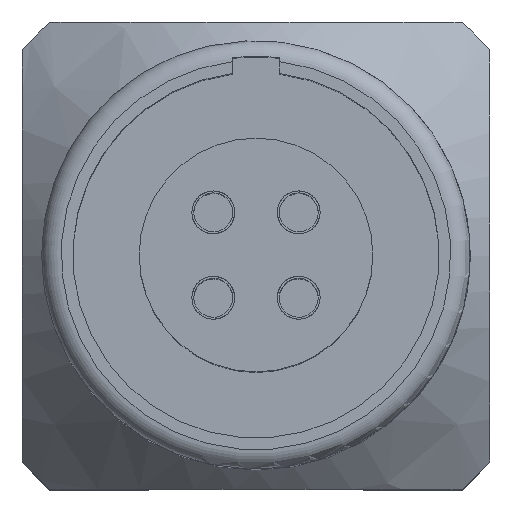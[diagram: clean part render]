
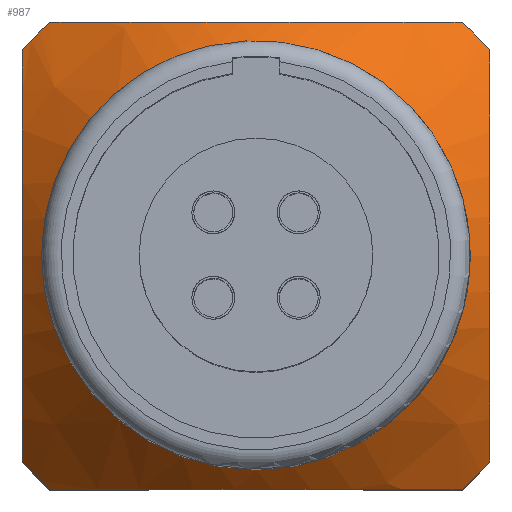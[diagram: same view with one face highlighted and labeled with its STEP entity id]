
A CAD part, top view. The second image highlights one B-rep face of the part: STEP entity #987.
In plain terms, the highlighted conical face has half-angle 45 degrees and reference radius 1 mm.
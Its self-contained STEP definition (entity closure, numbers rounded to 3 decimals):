
#41=(
BOUNDED_CURVE()
B_SPLINE_CURVE(2,(#1560,#1561,#1562),.UNSPECIFIED.,.F.,.F.)
B_SPLINE_CURVE_WITH_KNOTS((3,3),(0.566,1.131),
 .UNSPECIFIED.)
CURVE()
GEOMETRIC_REPRESENTATION_ITEM()
RATIONAL_B_SPLINE_CURVE((1.167,1.167,1.))
REPRESENTATION_ITEM('')
);
#42=(
BOUNDED_CURVE()
B_SPLINE_CURVE(2,(#1566,#1567,#1568),.UNSPECIFIED.,.F.,.F.)
B_SPLINE_CURVE_WITH_KNOTS((3,3),(0.,1.131),.UNSPECIFIED.)
CURVE()
GEOMETRIC_REPRESENTATION_ITEM()
RATIONAL_B_SPLINE_CURVE((1.,1.333,1.))
REPRESENTATION_ITEM('')
);
#43=(
BOUNDED_CURVE()
B_SPLINE_CURVE(2,(#1572,#1573,#1574),.UNSPECIFIED.,.F.,.F.)
B_SPLINE_CURVE_WITH_KNOTS((3,3),(0.,0.566),.UNSPECIFIED.)
CURVE()
GEOMETRIC_REPRESENTATION_ITEM()
RATIONAL_B_SPLINE_CURVE((1.,1.167,1.167))
REPRESENTATION_ITEM('')
);
#44=(
BOUNDED_CURVE()
B_SPLINE_CURVE(2,(#1576,#1577,#1578),.UNSPECIFIED.,.F.,.F.)
B_SPLINE_CURVE_WITH_KNOTS((3,3),(0.566,1.131),
 .UNSPECIFIED.)
CURVE()
GEOMETRIC_REPRESENTATION_ITEM()
RATIONAL_B_SPLINE_CURVE((1.167,1.167,1.))
REPRESENTATION_ITEM('')
);
#45=(
BOUNDED_CURVE()
B_SPLINE_CURVE(2,(#1582,#1583,#1584),.UNSPECIFIED.,.F.,.F.)
B_SPLINE_CURVE_WITH_KNOTS((3,3),(0.,1.131),.UNSPECIFIED.)
CURVE()
GEOMETRIC_REPRESENTATION_ITEM()
RATIONAL_B_SPLINE_CURVE((1.,1.333,1.))
REPRESENTATION_ITEM('')
);
#46=(
BOUNDED_CURVE()
B_SPLINE_CURVE(2,(#1587,#1588,#1589),.UNSPECIFIED.,.F.,.F.)
B_SPLINE_CURVE_WITH_KNOTS((3,3),(0.,0.566),.UNSPECIFIED.)
CURVE()
GEOMETRIC_REPRESENTATION_ITEM()
RATIONAL_B_SPLINE_CURVE((1.,1.167,1.167))
REPRESENTATION_ITEM('')
);
#47=CONICAL_SURFACE('',#1077,1.,0.785);
#49=FACE_BOUND('',#260,.T.);
#99=CIRCLE('',#1078,8.);
#100=CIRCLE('',#1079,8.);
#101=CIRCLE('',#1080,8.);
#102=CIRCLE('',#1081,8.);
#103=CIRCLE('',#1082,5.5);
#185=FACE_OUTER_BOUND('',#259,.T.);
#259=EDGE_LOOP('',(#730,#731,#732,#733,#734,#735,#736,#737,#738,#739));
#260=EDGE_LOOP('',(#740));
#493=VERTEX_POINT('',#1558);
#494=VERTEX_POINT('',#1559);
#495=VERTEX_POINT('',#1563);
#496=VERTEX_POINT('',#1565);
#497=VERTEX_POINT('',#1569);
#498=VERTEX_POINT('',#1571);
#499=VERTEX_POINT('',#1575);
#500=VERTEX_POINT('',#1579);
#501=VERTEX_POINT('',#1581);
#502=VERTEX_POINT('',#1585);
#503=VERTEX_POINT('',#1590);
#594=EDGE_CURVE('',#493,#494,#41,.T.);
#595=EDGE_CURVE('',#494,#495,#99,.T.);
#596=EDGE_CURVE('',#495,#496,#42,.T.);
#597=EDGE_CURVE('',#496,#497,#100,.T.);
#598=EDGE_CURVE('',#497,#498,#43,.T.);
#599=EDGE_CURVE('',#498,#499,#44,.T.);
#600=EDGE_CURVE('',#499,#500,#101,.T.);
#601=EDGE_CURVE('',#500,#501,#45,.T.);
#602=EDGE_CURVE('',#501,#502,#102,.T.);
#603=EDGE_CURVE('',#502,#493,#46,.T.);
#604=EDGE_CURVE('',#503,#503,#103,.T.);
#730=ORIENTED_EDGE('',*,*,#594,.T.);
#731=ORIENTED_EDGE('',*,*,#595,.T.);
#732=ORIENTED_EDGE('',*,*,#596,.T.);
#733=ORIENTED_EDGE('',*,*,#597,.T.);
#734=ORIENTED_EDGE('',*,*,#598,.T.);
#735=ORIENTED_EDGE('',*,*,#599,.T.);
#736=ORIENTED_EDGE('',*,*,#600,.T.);
#737=ORIENTED_EDGE('',*,*,#601,.T.);
#738=ORIENTED_EDGE('',*,*,#602,.T.);
#739=ORIENTED_EDGE('',*,*,#603,.T.);
#740=ORIENTED_EDGE('',*,*,#604,.F.);
#987=ADVANCED_FACE('',(#185,#49),#47,.T.);
#1077=AXIS2_PLACEMENT_3D('',#1557,#1230,#1231);
#1078=AXIS2_PLACEMENT_3D('',#1564,#1232,#1233);
#1079=AXIS2_PLACEMENT_3D('',#1570,#1234,#1235);
#1080=AXIS2_PLACEMENT_3D('',#1580,#1236,#1237);
#1081=AXIS2_PLACEMENT_3D('',#1586,#1238,#1239);
#1082=AXIS2_PLACEMENT_3D('',#1591,#1240,#1241);
#1230=DIRECTION('center_axis',(0.,0.,-1.));
#1231=DIRECTION('ref_axis',(1.,0.,0.));
#1232=DIRECTION('center_axis',(0.,0.,1.));
#1233=DIRECTION('ref_axis',(1.,0.,0.));
#1234=DIRECTION('center_axis',(0.,0.,1.));
#1235=DIRECTION('ref_axis',(1.,0.,0.));
#1236=DIRECTION('center_axis',(0.,0.,1.));
#1237=DIRECTION('ref_axis',(1.,0.,0.));
#1238=DIRECTION('center_axis',(0.,0.,1.));
#1239=DIRECTION('ref_axis',(1.,0.,0.));
#1240=DIRECTION('center_axis',(0.,0.,1.));
#1241=DIRECTION('ref_axis',(1.,0.,0.));
#1557=CARTESIAN_POINT('Origin',(0.,0.,12.5));
#1558=CARTESIAN_POINT('',(-6.,0.,7.5));
#1559=CARTESIAN_POINT('',(-6.,-5.292,5.5));
#1560=CARTESIAN_POINT('Ctrl Pts',(-6.,0.,7.5));
#1561=CARTESIAN_POINT('Ctrl Pts',(-6.,-2.268,7.5));
#1562=CARTESIAN_POINT('Ctrl Pts',(-6.,-5.292,5.5));
#1563=CARTESIAN_POINT('',(-5.292,-6.,5.5));
#1564=CARTESIAN_POINT('Origin',(0.,0.,5.5));
#1565=CARTESIAN_POINT('',(5.292,-6.,5.5));
#1566=CARTESIAN_POINT('Ctrl Pts',(-5.292,-6.,5.5));
#1567=CARTESIAN_POINT('Ctrl Pts',(0.,-6.,9.));
#1568=CARTESIAN_POINT('Ctrl Pts',(5.292,-6.,5.5));
#1569=CARTESIAN_POINT('',(6.,-5.292,5.5));
#1570=CARTESIAN_POINT('Origin',(0.,0.,5.5));
#1571=CARTESIAN_POINT('',(6.,0.,7.5));
#1572=CARTESIAN_POINT('Ctrl Pts',(6.,-5.292,5.5));
#1573=CARTESIAN_POINT('Ctrl Pts',(6.,-2.268,7.5));
#1574=CARTESIAN_POINT('Ctrl Pts',(6.,0.,7.5));
#1575=CARTESIAN_POINT('',(6.,5.292,5.5));
#1576=CARTESIAN_POINT('Ctrl Pts',(6.,0.,7.5));
#1577=CARTESIAN_POINT('Ctrl Pts',(6.,2.268,7.5));
#1578=CARTESIAN_POINT('Ctrl Pts',(6.,5.292,5.5));
#1579=CARTESIAN_POINT('',(5.292,6.,5.5));
#1580=CARTESIAN_POINT('Origin',(0.,0.,5.5));
#1581=CARTESIAN_POINT('',(-5.292,6.,5.5));
#1582=CARTESIAN_POINT('Ctrl Pts',(5.292,6.,5.5));
#1583=CARTESIAN_POINT('Ctrl Pts',(0.,6.,9.));
#1584=CARTESIAN_POINT('Ctrl Pts',(-5.292,6.,5.5));
#1585=CARTESIAN_POINT('',(-6.,5.292,5.5));
#1586=CARTESIAN_POINT('Origin',(0.,0.,5.5));
#1587=CARTESIAN_POINT('Ctrl Pts',(-6.,5.292,5.5));
#1588=CARTESIAN_POINT('Ctrl Pts',(-6.,2.268,7.5));
#1589=CARTESIAN_POINT('Ctrl Pts',(-6.,0.,7.5));
#1590=CARTESIAN_POINT('',(-5.5,0.,8.));
#1591=CARTESIAN_POINT('Origin',(0.,0.,8.));
